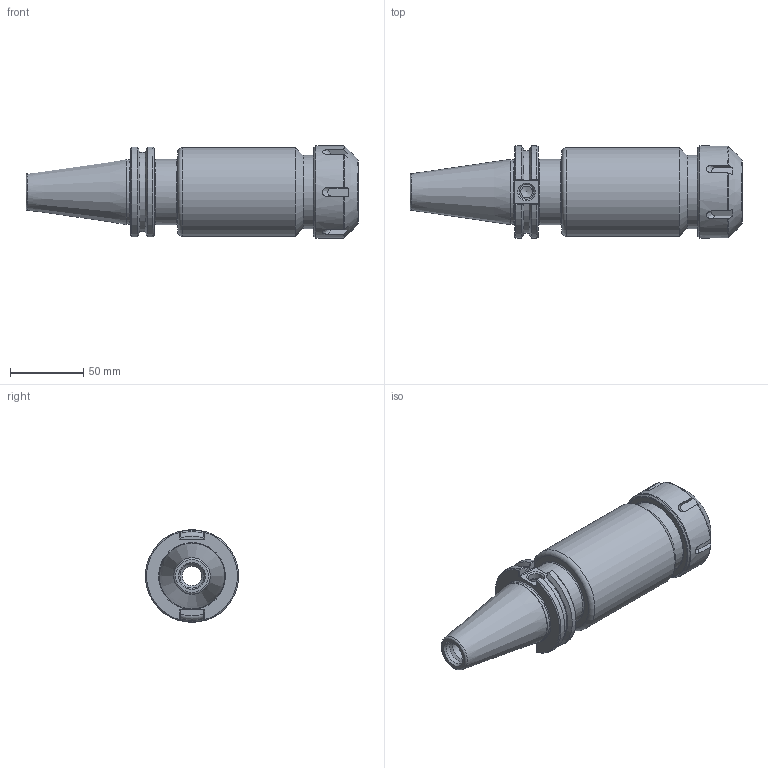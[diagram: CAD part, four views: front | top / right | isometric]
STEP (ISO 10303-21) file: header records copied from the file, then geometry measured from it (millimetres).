
FILE_DESCRIPTION((''),'2;1');
FILE_NAME('C40-40ER622CN.stp','2014-07-29T08:43:41',('kaykin'),(''),'Autodesk Inventor 2012','Autodesk Inventor 2012','');
FILE_SCHEMA(('AUTOMOTIVE_DESIGN { 1 0 10303 214 1 1 1 1 }'));
Length unit declared in the file: inch
Products named in the file (3): C40-40ER622CN; C40-40ER6-1; 40ERCN
Assembly tree (2 placements, depth 2):
  C40-40ER622CN
    C40-40ER6-1
    40ERCN
Bounding box: 226.24 x 63.26 x 62.98 mm (x, y, z)
Volume: 363924.9 mm3; surface area: 67219.3 mm2
Topology: 2 solids, 2 shells, 151 faces, 381 edges, 242 vertices
Faces by surface type: plane 58, cylinder 36, cone 25, torus 18, bspline 14
Full cylindrical faces by diameter (mm): 8 x1, 10.135 x1, 13.386 x1, 16.459 x1, 24.638 x1, 30.988 x1, 33.338 x2, 36.513 x1, 38.1 x1, 41.148 x1, 43.942 x1, 44.45 x1, 48.666 x1, 50 x1, 50.292 x1, 60.325 x1, 62.979 x1
Entity records: 5588 total; most frequent: CARTESIAN_POINT 2260, ORIENTED_EDGE 650, DIRECTION 622, EDGE_CURVE 325, AXIS2_PLACEMENT_3D 255, VERTEX_POINT 233, EDGE_LOOP 210, FACE_OUTER_BOUND 151
